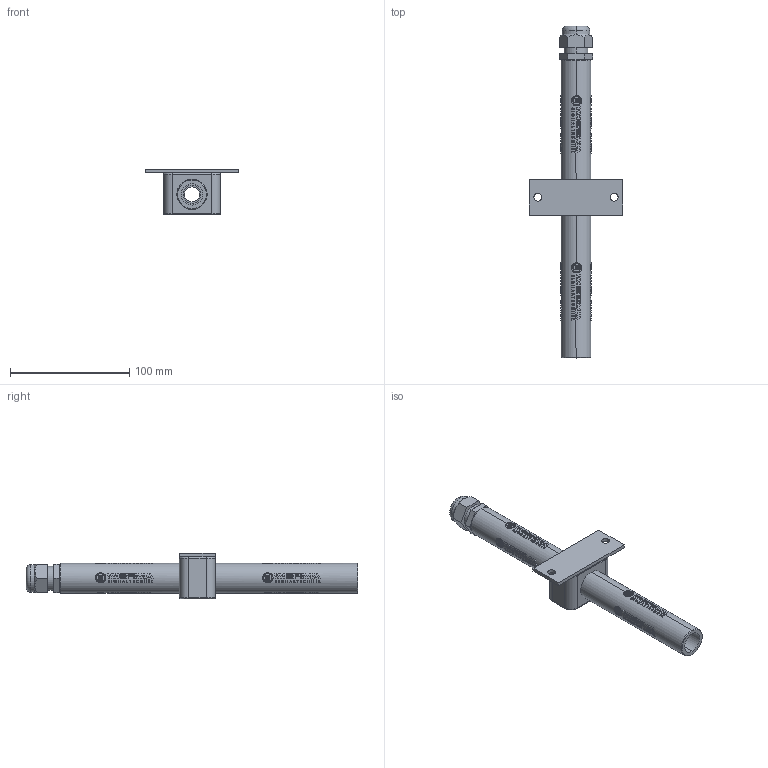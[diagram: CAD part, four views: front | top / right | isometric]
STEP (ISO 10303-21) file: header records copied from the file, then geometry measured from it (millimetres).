
FILE_DESCRIPTION (( 'STEP AP214' ), '1' );
FILE_NAME ('96000018.step', '2016-03-14T14:23:00', ( '' ), ( '' ), 'SwSTEP 2.0', 'SolidWorks 2015', '' );
FILE_SCHEMA (( 'AUTOMOTIVE_DESIGN' ));
Length unit declared in the file: inch
Products named in the file (1): 96000018
Bounding box: 78 x 278 x 38 mm (x, y, z)
Volume: 107636.4 mm3; surface area: 46476 mm2
Topology: 1 solids, 1 shells, 2159 faces, 5829 edges, 3846 vertices
Faces by surface type: plane 1436, cylinder 699, bspline 12, cone 10, torus 2
Entity records: 103135 total; most frequent: CARTESIAN_POINT 23502, ORIENTED_EDGE 11650, DIRECTION 9663, EDGE_CURVE 5825, VERTEX_POINT 3846, AXIS2_PLACEMENT_3D 3281, LINE 3101, VECTOR 3101
